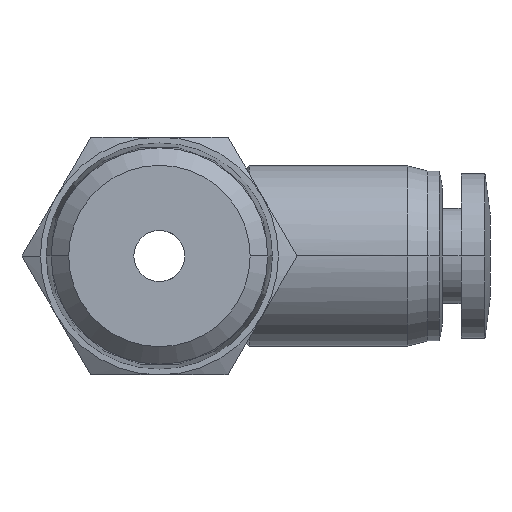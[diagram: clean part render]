
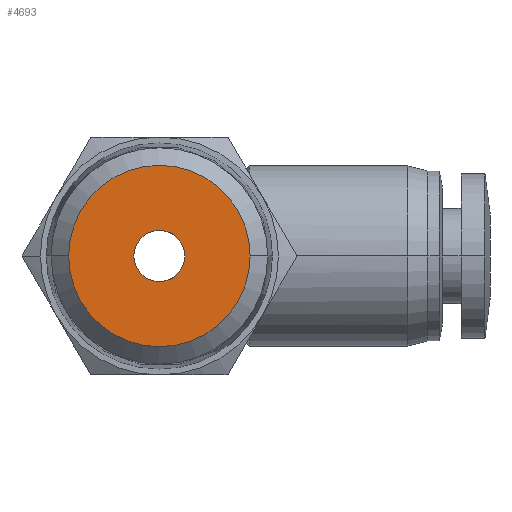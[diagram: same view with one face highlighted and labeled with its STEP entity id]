
A CAD part, front view. The second image highlights one B-rep face of the part: STEP entity #4693.
In plain terms, the highlighted planar face has unit normal (0, -1, 0).
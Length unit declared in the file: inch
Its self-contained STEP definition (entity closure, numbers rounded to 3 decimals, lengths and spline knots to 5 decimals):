
#97 = EDGE_CURVE ( 'NONE', #351, #2520, #1378, .T. ) ;
#351 = VERTEX_POINT ( 'NONE', #1933 ) ;
#389 = CIRCLE ( 'NONE', #3539, 0.05906 ) ;
#407 = CARTESIAN_POINT ( 'NONE',  ( 0., -0.59055, 0. ) ) ;
#541 = AXIS2_PLACEMENT_3D ( 'NONE', #407, #3047, #819 ) ;
#625 = ORIENTED_EDGE ( 'NONE', *, *, #2675, .T. ) ;
#629 = DIRECTION ( 'NONE',  ( -1., 0., 0. ) ) ;
#649 = DIRECTION ( 'NONE',  ( 0., 1., 0. ) ) ;
#678 = CARTESIAN_POINT ( 'NONE',  ( 0., -0.59055, 0. ) ) ;
#808 = AXIS2_PLACEMENT_3D ( 'NONE', #1185, #3769, #1573 ) ;
#819 = DIRECTION ( 'NONE',  ( -1., 0., 0. ) ) ;
#1004 = DIRECTION ( 'NONE',  ( 0., 1., 0. ) ) ;
#1129 = CARTESIAN_POINT ( 'NONE',  ( -0.21014, -0.59055, 0. ) ) ;
#1185 = CARTESIAN_POINT ( 'NONE',  ( -0.10507, -0.59055, 0. ) ) ;
#1197 = FACE_OUTER_BOUND ( 'NONE', #4337, .T. ) ;
#1269 = CIRCLE ( 'NONE', #3164, 0.21014 ) ;
#1378 = CIRCLE ( 'NONE', #4244, 0.05906 ) ;
#1573 = DIRECTION ( 'NONE',  ( 0., 0., -1. ) ) ;
#1725 = CIRCLE ( 'NONE', #541, 0.21014 ) ;
#1780 = DIRECTION ( 'NONE',  ( 0., 1., 0. ) ) ;
#1933 = CARTESIAN_POINT ( 'NONE',  ( -0.05906, -0.59055, 0. ) ) ;
#2520 = VERTEX_POINT ( 'NONE', #3899 ) ;
#2599 = VERTEX_POINT ( 'NONE', #2818 ) ;
#2675 = EDGE_CURVE ( 'NONE', #2520, #351, #389, .T. ) ;
#2818 = CARTESIAN_POINT ( 'NONE',  ( 0.21014, -0.59055, 0. ) ) ;
#3018 = PLANE ( 'NONE',  #808 ) ;
#3047 = DIRECTION ( 'NONE',  ( 0., 1., 0. ) ) ;
#3164 = AXIS2_PLACEMENT_3D ( 'NONE', #3216, #1004, #3591 ) ;
#3216 = CARTESIAN_POINT ( 'NONE',  ( 0., -0.59055, 0. ) ) ;
#3275 = FACE_BOUND ( 'NONE', #4326, .T. ) ;
#3539 = AXIS2_PLACEMENT_3D ( 'NONE', #3993, #1780, #4396 ) ;
#3591 = DIRECTION ( 'NONE',  ( -1., 0., 0. ) ) ;
#3769 = DIRECTION ( 'NONE',  ( 0., -1., 0. ) ) ;
#3899 = CARTESIAN_POINT ( 'NONE',  ( 0.05906, -0.59055, 0. ) ) ;
#3993 = CARTESIAN_POINT ( 'NONE',  ( 0., -0.59055, 0. ) ) ;
#4052 = EDGE_CURVE ( 'NONE', #2599, #4266, #1269, .T. ) ;
#4206 = ORIENTED_EDGE ( 'NONE', *, *, #97, .T. ) ;
#4244 = AXIS2_PLACEMENT_3D ( 'NONE', #678, #649, #629 ) ;
#4266 = VERTEX_POINT ( 'NONE', #1129 ) ;
#4301 = ORIENTED_EDGE ( 'NONE', *, *, #4699, .F. ) ;
#4326 = EDGE_LOOP ( 'NONE', ( #4206, #625 ) ) ;
#4337 = EDGE_LOOP ( 'NONE', ( #4301, #4663 ) ) ;
#4396 = DIRECTION ( 'NONE',  ( -1., 0., 0. ) ) ;
#4663 = ORIENTED_EDGE ( 'NONE', *, *, #4052, .F. ) ;
#4693 = ADVANCED_FACE ( 'NONE', ( #3275, #1197 ), #3018, .T. ) ;
#4699 = EDGE_CURVE ( 'NONE', #4266, #2599, #1725, .T. ) ;
